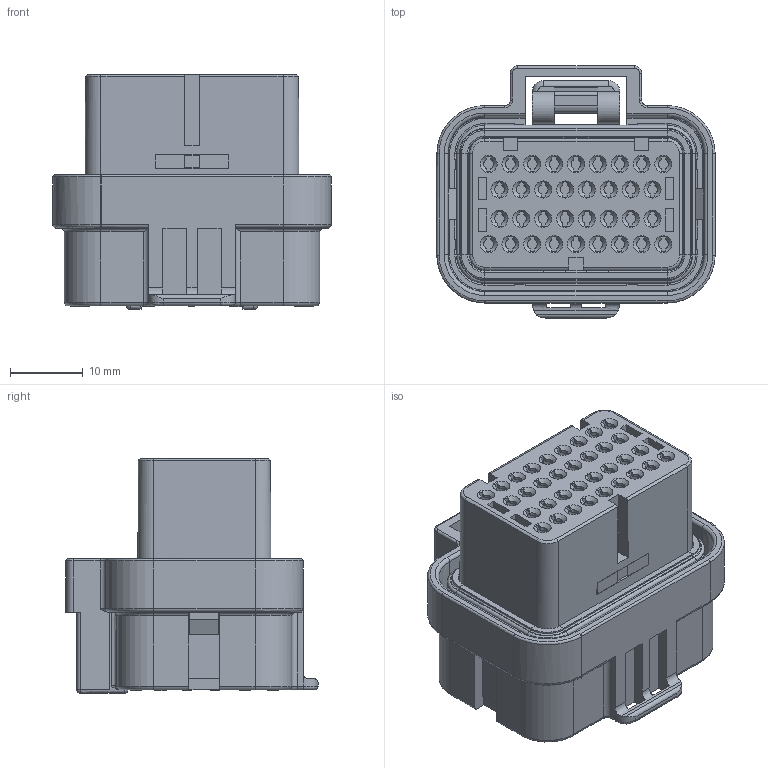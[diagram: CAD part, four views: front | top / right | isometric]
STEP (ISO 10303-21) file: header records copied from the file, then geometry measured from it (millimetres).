
FILE_DESCRIPTION( ('This file contains a STEP AP42 implementation' ,'as created by ZW3D STEP Interface translator.') ,'2;1' );
FILE_NAME( '73040-4FC034AN00WA4W.stp' ,'23 5 3.111828', (''), ('ZWCAD Software Co.'), 'Version 1.0', 'ZW3D to STEP translator', '' );
FILE_SCHEMA(('AUTOMOTIVE_DESIGN { 1 0 10303 214 1 1 1 1 }'));
Length unit declared in the file: millimetre
Products named in the file (2): 0; 73040-4FC034XXXX6X
Bounding box: 38.2 x 34.6 x 32.25 mm (x, y, z)
Volume: 20674.4 mm3; surface area: 13517.5 mm2
Topology: 1 solids, 15 shells, 2040 faces, 5445 edges, 3473 vertices
Faces by surface type: plane 959, cylinder 439, bspline 401, cone 150, torus 87, sphere 4
Full cylindrical faces by diameter (mm): 1 x10, 2.1 x34, 2.5 x25, 2.7 x1, 2.75 x7
Entity records: 73014 total; most frequent: CARTESIAN_POINT 22763, ORIENTED_EDGE 10884, DIRECTION 8808, EDGE_CURVE 5442, VERTEX_POINT 3473, VECTOR 2998, LINE 2998, AXIS2_PLACEMENT_3D 2905
